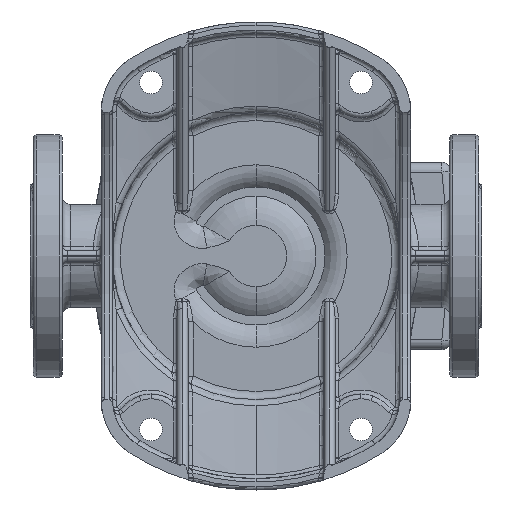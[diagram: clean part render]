
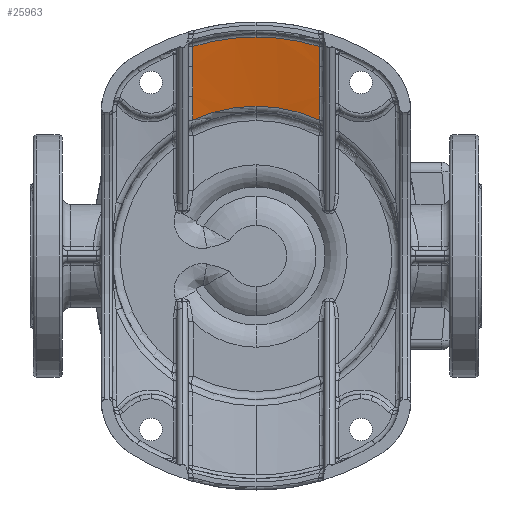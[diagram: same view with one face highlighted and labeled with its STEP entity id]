
A CAD part, front view. The second image highlights one B-rep face of the part: STEP entity #25963.
In plain terms, the highlighted conical face has half-angle 77 degrees and reference radius 38.425 mm.
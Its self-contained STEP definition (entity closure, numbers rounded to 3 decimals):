
#1003 = CARTESIAN_POINT ( 'NONE',  ( 39.201, 24.44, 125.49 ) ) ;
#1692 = VERTEX_POINT ( 'NONE', #31823 ) ;
#2624 = CARTESIAN_POINT ( 'NONE',  ( 0., 23.469, 135.675 ) ) ;
#3086 = CARTESIAN_POINT ( 'NONE',  ( -39.225, 27.649, 110.85 ) ) ;
#3186 = CARTESIAN_POINT ( 'NONE',  ( -39.195, 23.469, 129.89 ) ) ;
#3561 = CARTESIAN_POINT ( 'NONE',  ( -39.207, 25.245, 121.831 ) ) ;
#3902 = VERTEX_POINT ( 'NONE', #32545 ) ;
#4471 = AXIS2_PLACEMENT_3D ( 'NONE', #8069, #64483, #35750 ) ;
#6630 = CARTESIAN_POINT ( 'NONE',  ( 39.205, 24.924, 123.29 ) ) ;
#7476 = DIRECTION ( 'NONE',  ( 0., 0., -1. ) ) ;
#7747 = CARTESIAN_POINT ( 'NONE',  ( -39.272, 32.382, 88.791 ) ) ;
#8053 = ORIENTED_EDGE ( 'NONE', *, *, #63957, .T. ) ;
#8069 = CARTESIAN_POINT ( 'NONE',  ( 0., 45.921, 0. ) ) ;
#8499 = AXIS2_PLACEMENT_3D ( 'NONE', #13083, #35882, #7476 ) ;
#10421 = CARTESIAN_POINT ( 'NONE',  ( 39.225, 27.649, 110.85 ) ) ;
#10911 = CIRCLE ( 'NONE', #8499, 92.875 ) ;
#11648 = DIRECTION ( 'NONE',  ( 0., 0., -1. ) ) ;
#12244 = CARTESIAN_POINT ( 'NONE',  ( 39.211, 25.782, 119.383 ) ) ;
#12965 = CARTESIAN_POINT ( 'NONE',  ( 39.195, 23.469, 129.89 ) ) ;
#13083 = CARTESIAN_POINT ( 'NONE',  ( 0., 33.35, 0. ) ) ;
#13969 = AXIS2_PLACEMENT_3D ( 'NONE', #38112, #60880, #32508 ) ;
#14508 = VERTEX_POINT ( 'NONE', #2624 ) ;
#14783 = CARTESIAN_POINT ( 'NONE',  ( -39.21, 25.728, 119.63 ) ) ;
#15159 = B_SPLINE_CURVE_WITH_KNOTS ( 'NONE', 3,
 ( #43814, #3086, #20660, #71459 ),
 .UNSPECIFIED., .F., .F.,
 ( 4, 4 ),
 ( 0., 1. ),
 .UNSPECIFIED. ) ;
#16272 = VERTEX_POINT ( 'NONE', #44753 ) ;
#17477 = B_SPLINE_CURVE_WITH_KNOTS ( 'NONE', 3,
 ( #43067, #60601, #49754, #38581 ),
 .UNSPECIFIED., .F., .F.,
 ( 4, 4 ),
 ( 0., 1. ),
 .UNSPECIFIED. ) ;
#18602 = CARTESIAN_POINT ( 'NONE',  ( -39.214, 26.209, 117.43 ) ) ;
#19150 = EDGE_CURVE ( 'NONE', #3902, #42164, #37903, .T. ) ;
#19372 = CARTESIAN_POINT ( 'NONE',  ( 39.195, 23.469, 129.89 ) ) ;
#20660 = CARTESIAN_POINT ( 'NONE',  ( -39.236, 28.98, 104.715 ) ) ;
#21642 = CARTESIAN_POINT ( 'NONE',  ( 39.236, 28.98, 104.715 ) ) ;
#21753 = VERTEX_POINT ( 'NONE', #19372 ) ;
#24122 = CIRCLE ( 'NONE', #58717, 135.675 ) ;
#24841 = EDGE_CURVE ( 'NONE', #14508, #57106, #68842, .T. ) ;
#25262 = FACE_OUTER_BOUND ( 'NONE', #51718, .T. ) ;
#25963 = ADVANCED_FACE ( 'NONE', ( #25262 ), #30723, .F. ) ;
#28301 = ORIENTED_EDGE ( 'NONE', *, *, #61457, .T. ) ;
#28354 = AXIS2_PLACEMENT_3D ( 'NONE', #41719, #64498, #30509 ) ;
#30509 = DIRECTION ( 'NONE',  ( 0., 0., -1. ) ) ;
#30723 = CONICAL_SURFACE ( 'NONE', #4471, 38.425, 1.344 ) ;
#31603 = CARTESIAN_POINT ( 'NONE',  ( -39.2, 24.331, 125.984 ) ) ;
#31823 = CARTESIAN_POINT ( 'NONE',  ( -39.249, 30.2, 99.022 ) ) ;
#32508 = DIRECTION ( 'NONE',  ( 0., 0., -1. ) ) ;
#32545 = CARTESIAN_POINT ( 'NONE',  ( 0., 33.35, 92.875 ) ) ;
#32766 = B_SPLINE_CURVE_WITH_KNOTS ( 'NONE', 3,
 ( #3186, #55480, #31603, #49504, #3561, #14783, #50242 ),
 .UNSPECIFIED., .F., .F.,
 ( 4, 3, 4 ),
 ( 0., 0.006, 0.013 ),
 .UNSPECIFIED. ) ;
#35026 = CARTESIAN_POINT ( 'NONE',  ( 39.207, 25.353, 121.337 ) ) ;
#35179 = EDGE_CURVE ( 'NONE', #53376, #21753, #43390, .T. ) ;
#35750 = DIRECTION ( 'NONE',  ( 0., 0., -1. ) ) ;
#35882 = DIRECTION ( 'NONE',  ( 0., 1., 0. ) ) ;
#37435 = ORIENTED_EDGE ( 'NONE', *, *, #62008, .T. ) ;
#37529 = ORIENTED_EDGE ( 'NONE', *, *, #24841, .T. ) ;
#37903 = CIRCLE ( 'NONE', #28354, 92.875 ) ;
#38112 = CARTESIAN_POINT ( 'NONE',  ( 0., 23.469, 0. ) ) ;
#38581 = CARTESIAN_POINT ( 'NONE',  ( 39.249, 30.2, 99.022 ) ) ;
#38647 = ORIENTED_EDGE ( 'NONE', *, *, #19150, .T. ) ;
#40629 = CARTESIAN_POINT ( 'NONE',  ( 39.214, 26.209, 117.43 ) ) ;
#41676 = ORIENTED_EDGE ( 'NONE', *, *, #63814, .T. ) ;
#41719 = CARTESIAN_POINT ( 'NONE',  ( 0., 33.35, 0. ) ) ;
#41747 = CARTESIAN_POINT ( 'NONE',  ( -39.285, 33.35, 84.157 ) ) ;
#42116 = EDGE_CURVE ( 'NONE', #62148, #1692, #15159, .T. ) ;
#42164 = VERTEX_POINT ( 'NONE', #55389 ) ;
#43067 = CARTESIAN_POINT ( 'NONE',  ( 39.285, 33.35, 84.157 ) ) ;
#43390 = B_SPLINE_CURVE_WITH_KNOTS ( 'NONE', 3,
 ( #40629, #12244, #35026, #6630, #1003, #64124, #12965 ),
 .UNSPECIFIED., .F., .F.,
 ( 4, 3, 4 ),
 ( 0., 0.006, 0.013 ),
 .UNSPECIFIED. ) ;
#43814 = CARTESIAN_POINT ( 'NONE',  ( -39.214, 26.209, 117.43 ) ) ;
#44753 = CARTESIAN_POINT ( 'NONE',  ( -39.285, 33.35, 84.157 ) ) ;
#44905 = CARTESIAN_POINT ( 'NONE',  ( 0., 23.469, 0. ) ) ;
#47254 = EDGE_CURVE ( 'NONE', #16272, #3902, #10911, .T. ) ;
#48687 = B_SPLINE_CURVE_WITH_KNOTS ( 'NONE', 3,
 ( #53670, #71221, #7747, #41747 ),
 .UNSPECIFIED., .F., .F.,
 ( 4, 4 ),
 ( 0., 1. ),
 .UNSPECIFIED. ) ;
#49309 = VERTEX_POINT ( 'NONE', #65082 ) ;
#49504 = CARTESIAN_POINT ( 'NONE',  ( -39.203, 24.761, 124.031 ) ) ;
#49754 = CARTESIAN_POINT ( 'NONE',  ( 39.26, 31.332, 93.746 ) ) ;
#50242 = CARTESIAN_POINT ( 'NONE',  ( -39.214, 26.209, 117.43 ) ) ;
#51718 = EDGE_LOOP ( 'NONE', ( #61336, #38647, #41676, #37435, #64430, #8053, #37529, #59138, #58017, #28301 ) ) ;
#51920 = CARTESIAN_POINT ( 'NONE',  ( -39.195, 23.469, 129.89 ) ) ;
#53376 = VERTEX_POINT ( 'NONE', #56942 ) ;
#53670 = CARTESIAN_POINT ( 'NONE',  ( -39.249, 30.2, 99.022 ) ) ;
#55389 = CARTESIAN_POINT ( 'NONE',  ( 39.285, 33.35, 84.157 ) ) ;
#55480 = CARTESIAN_POINT ( 'NONE',  ( -39.198, 23.9, 127.937 ) ) ;
#56942 = CARTESIAN_POINT ( 'NONE',  ( 39.214, 26.209, 117.43 ) ) ;
#57106 = VERTEX_POINT ( 'NONE', #51920 ) ;
#58017 = ORIENTED_EDGE ( 'NONE', *, *, #42116, .T. ) ;
#58717 = AXIS2_PLACEMENT_3D ( 'NONE', #44905, #62811, #11648 ) ;
#59138 = ORIENTED_EDGE ( 'NONE', *, *, #59383, .T. ) ;
#59383 = EDGE_CURVE ( 'NONE', #57106, #62148, #32766, .T. ) ;
#60601 = CARTESIAN_POINT ( 'NONE',  ( 39.272, 32.382, 88.791 ) ) ;
#60880 = DIRECTION ( 'NONE',  ( 0., -1., 0. ) ) ;
#61336 = ORIENTED_EDGE ( 'NONE', *, *, #47254, .T. ) ;
#61457 = EDGE_CURVE ( 'NONE', #1692, #16272, #48687, .T. ) ;
#62008 = EDGE_CURVE ( 'NONE', #49309, #53376, #70128, .T. ) ;
#62148 = VERTEX_POINT ( 'NONE', #18602 ) ;
#62811 = DIRECTION ( 'NONE',  ( 0., -1., 0. ) ) ;
#63814 = EDGE_CURVE ( 'NONE', #42164, #49309, #17477, .T. ) ;
#63957 = EDGE_CURVE ( 'NONE', #21753, #14508, #24122, .T. ) ;
#64124 = CARTESIAN_POINT ( 'NONE',  ( 39.198, 23.955, 127.69 ) ) ;
#64430 = ORIENTED_EDGE ( 'NONE', *, *, #35179, .T. ) ;
#64483 = DIRECTION ( 'NONE',  ( 0., -1., 0. ) ) ;
#64498 = DIRECTION ( 'NONE',  ( 0., 1., 0. ) ) ;
#65082 = CARTESIAN_POINT ( 'NONE',  ( 39.249, 30.2, 99.022 ) ) ;
#68842 = CIRCLE ( 'NONE', #13969, 135.675 ) ;
#70128 = B_SPLINE_CURVE_WITH_KNOTS ( 'NONE', 3,
 ( #73538, #21642, #10421, #72431 ),
 .UNSPECIFIED., .F., .F.,
 ( 4, 4 ),
 ( 0., 1. ),
 .UNSPECIFIED. ) ;
#71221 = CARTESIAN_POINT ( 'NONE',  ( -39.26, 31.332, 93.746 ) ) ;
#71459 = CARTESIAN_POINT ( 'NONE',  ( -39.249, 30.2, 99.022 ) ) ;
#72431 = CARTESIAN_POINT ( 'NONE',  ( 39.214, 26.209, 117.43 ) ) ;
#73538 = CARTESIAN_POINT ( 'NONE',  ( 39.249, 30.2, 99.022 ) ) ;
